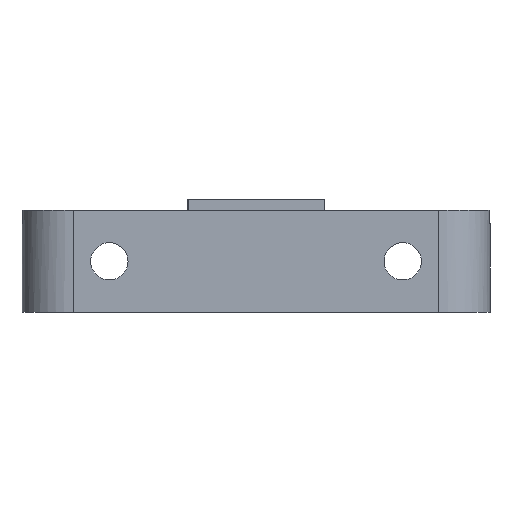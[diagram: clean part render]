
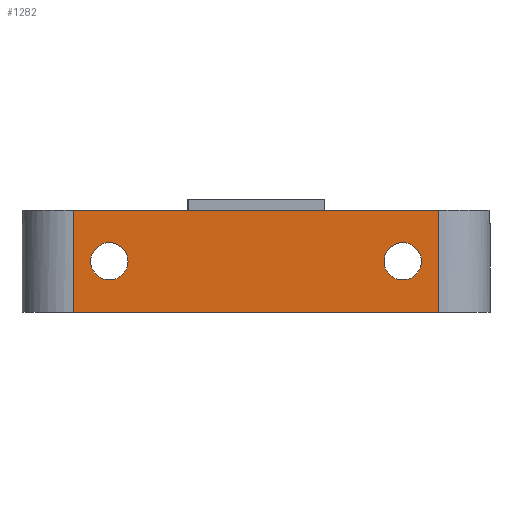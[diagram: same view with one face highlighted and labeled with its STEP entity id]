
A CAD part, front view. The second image highlights one B-rep face of the part: STEP entity #1282.
In plain terms, the highlighted planar face has unit normal (0, -1, 0).
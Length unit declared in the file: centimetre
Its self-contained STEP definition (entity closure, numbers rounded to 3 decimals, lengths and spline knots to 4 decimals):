
#55=PLANE('',#1413);
#80=FACE_BOUND('',#453,.T.);
#81=FACE_BOUND('',#454,.T.);
#198=LINE('',#2220,#306);
#199=LINE('',#2223,#307);
#200=LINE('',#2225,#308);
#201=LINE('',#2226,#309);
#306=VECTOR('',#1776,1.);
#307=VECTOR('',#1779,1.);
#308=VECTOR('',#1780,1.);
#309=VECTOR('',#1781,1.);
#368=FACE_OUTER_BOUND('',#452,.T.);
#452=EDGE_LOOP('',(#1154,#1155,#1156,#1157));
#453=EDGE_LOOP('',(#1158));
#454=EDGE_LOOP('',(#1159));
#467=CIRCLE('',#1291,0.21);
#469=CIRCLE('',#1294,0.21);
#539=VERTEX_POINT('',#1841);
#545=VERTEX_POINT('',#1890);
#654=VERTEX_POINT('',#2216);
#655=VERTEX_POINT('',#2218);
#656=VERTEX_POINT('',#2222);
#657=VERTEX_POINT('',#2224);
#663=EDGE_CURVE('',#539,#539,#467,.T.);
#669=EDGE_CURVE('',#545,#545,#469,.T.);
#832=EDGE_CURVE('',#654,#655,#198,.T.);
#833=EDGE_CURVE('',#654,#656,#199,.T.);
#834=EDGE_CURVE('',#657,#655,#200,.T.);
#835=EDGE_CURVE('',#656,#657,#201,.T.);
#1154=ORIENTED_EDGE('',*,*,#833,.F.);
#1155=ORIENTED_EDGE('',*,*,#832,.T.);
#1156=ORIENTED_EDGE('',*,*,#834,.F.);
#1157=ORIENTED_EDGE('',*,*,#835,.F.);
#1158=ORIENTED_EDGE('',*,*,#663,.T.);
#1159=ORIENTED_EDGE('',*,*,#669,.T.);
#1282=ADVANCED_FACE('',(#368,#80,#81),#55,.T.);
#1291=AXIS2_PLACEMENT_3D('',#1842,#1430,#1431);
#1294=AXIS2_PLACEMENT_3D('',#1891,#1438,#1439);
#1413=AXIS2_PLACEMENT_3D('',#2221,#1777,#1778);
#1430=DIRECTION('center_axis',(0.,1.,0.));
#1431=DIRECTION('ref_axis',(0.,0.,-1.));
#1438=DIRECTION('center_axis',(0.,1.,0.));
#1439=DIRECTION('ref_axis',(0.,0.,-1.));
#1776=DIRECTION('',(0.,0.,1.));
#1777=DIRECTION('center_axis',(0.,-1.,0.));
#1778=DIRECTION('ref_axis',(1.,0.,0.));
#1779=DIRECTION('',(-1.,0.,0.));
#1780=DIRECTION('',(1.,0.,0.));
#1781=DIRECTION('',(0.,0.,1.));
#1841=CARTESIAN_POINT('',(-1.65,-2.4875,0.365));
#1842=CARTESIAN_POINT('Origin',(-1.65,-2.4875,0.575));
#1890=CARTESIAN_POINT('',(1.65,-2.4875,0.365));
#1891=CARTESIAN_POINT('Origin',(1.65,-2.4875,0.575));
#2216=CARTESIAN_POINT('',(2.0575,-2.4875,0.));
#2218=CARTESIAN_POINT('',(2.0575,-2.4875,1.15));
#2220=CARTESIAN_POINT('',(2.0575,-2.4875,0.));
#2221=CARTESIAN_POINT('Origin',(-2.0575,-2.4875,0.));
#2222=CARTESIAN_POINT('',(-2.0575,-2.4875,0.));
#2223=CARTESIAN_POINT('',(2.0575,-2.4875,0.));
#2224=CARTESIAN_POINT('',(-2.0575,-2.4875,1.15));
#2225=CARTESIAN_POINT('',(2.0575,-2.4875,1.15));
#2226=CARTESIAN_POINT('',(-2.0575,-2.4875,0.));
